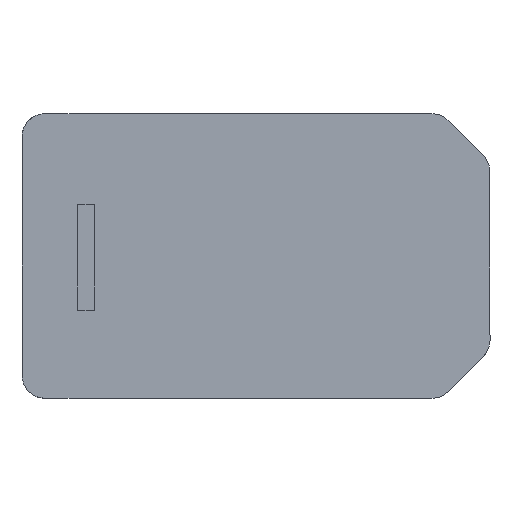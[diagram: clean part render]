
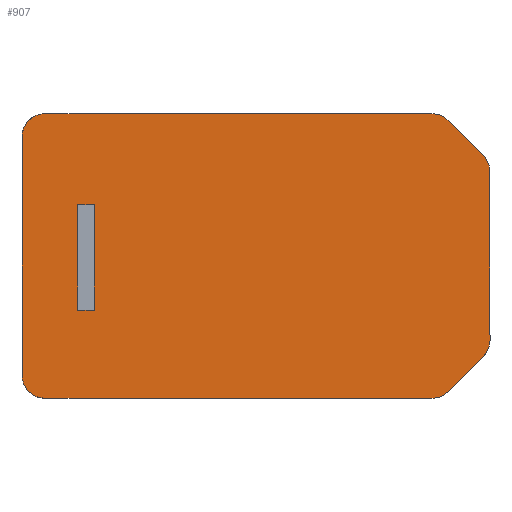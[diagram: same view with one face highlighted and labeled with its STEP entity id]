
A CAD part, top view. The second image highlights one B-rep face of the part: STEP entity #907.
In plain terms, the highlighted planar face has unit normal (0, 0, 1).
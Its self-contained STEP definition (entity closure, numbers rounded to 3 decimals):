
#110=FACE_BOUND('',#198,.T.);
#111=CIRCLE('',#992,2.5);
#112=CIRCLE('',#993,2.5);
#113=CIRCLE('',#994,2.5);
#114=CIRCLE('',#995,2.5);
#115=CIRCLE('',#996,2.5);
#116=CIRCLE('',#997,2.5);
#136=FACE_OUTER_BOUND('',#197,.T.);
#197=EDGE_LOOP('',(#620,#621,#622,#623,#624,#625,#626,#627,#628,#629,#630,
#631));
#198=EDGE_LOOP('',(#632,#633,#634,#635));
#254=LINE('',#1272,#318);
#258=LINE('',#1280,#322);
#263=LINE('',#1290,#327);
#265=LINE('',#1293,#329);
#266=LINE('',#1299,#330);
#267=LINE('',#1303,#331);
#268=LINE('',#1307,#332);
#269=LINE('',#1311,#333);
#270=LINE('',#1315,#334);
#271=LINE('',#1318,#335);
#318=VECTOR('',#1062,10.);
#322=VECTOR('',#1068,10.);
#327=VECTOR('',#1077,10.);
#329=VECTOR('',#1081,10.);
#330=VECTOR('',#1086,10.);
#331=VECTOR('',#1089,10.);
#332=VECTOR('',#1092,10.);
#333=VECTOR('',#1095,10.);
#334=VECTOR('',#1098,10.);
#335=VECTOR('',#1101,10.);
#382=VERTEX_POINT('',#1270);
#383=VERTEX_POINT('',#1271);
#386=VERTEX_POINT('',#1279);
#389=VERTEX_POINT('',#1289);
#390=VERTEX_POINT('',#1295);
#391=VERTEX_POINT('',#1296);
#392=VERTEX_POINT('',#1298);
#393=VERTEX_POINT('',#1300);
#394=VERTEX_POINT('',#1302);
#395=VERTEX_POINT('',#1304);
#396=VERTEX_POINT('',#1306);
#397=VERTEX_POINT('',#1308);
#398=VERTEX_POINT('',#1310);
#399=VERTEX_POINT('',#1312);
#400=VERTEX_POINT('',#1314);
#401=VERTEX_POINT('',#1316);
#462=EDGE_CURVE('',#382,#383,#254,.T.);
#466=EDGE_CURVE('',#383,#386,#258,.T.);
#471=EDGE_CURVE('',#386,#389,#263,.T.);
#473=EDGE_CURVE('',#389,#382,#265,.T.);
#474=EDGE_CURVE('',#390,#391,#111,.T.);
#475=EDGE_CURVE('',#392,#390,#266,.T.);
#476=EDGE_CURVE('',#393,#392,#112,.T.);
#477=EDGE_CURVE('',#394,#393,#267,.T.);
#478=EDGE_CURVE('',#395,#394,#113,.T.);
#479=EDGE_CURVE('',#396,#395,#268,.T.);
#480=EDGE_CURVE('',#397,#396,#114,.T.);
#481=EDGE_CURVE('',#398,#397,#269,.T.);
#482=EDGE_CURVE('',#399,#398,#115,.T.);
#483=EDGE_CURVE('',#400,#399,#270,.T.);
#484=EDGE_CURVE('',#401,#400,#116,.T.);
#485=EDGE_CURVE('',#391,#401,#271,.T.);
#620=ORIENTED_EDGE('',*,*,#474,.F.);
#621=ORIENTED_EDGE('',*,*,#475,.F.);
#622=ORIENTED_EDGE('',*,*,#476,.F.);
#623=ORIENTED_EDGE('',*,*,#477,.F.);
#624=ORIENTED_EDGE('',*,*,#478,.F.);
#625=ORIENTED_EDGE('',*,*,#479,.F.);
#626=ORIENTED_EDGE('',*,*,#480,.F.);
#627=ORIENTED_EDGE('',*,*,#481,.F.);
#628=ORIENTED_EDGE('',*,*,#482,.F.);
#629=ORIENTED_EDGE('',*,*,#483,.F.);
#630=ORIENTED_EDGE('',*,*,#484,.F.);
#631=ORIENTED_EDGE('',*,*,#485,.F.);
#632=ORIENTED_EDGE('',*,*,#462,.T.);
#633=ORIENTED_EDGE('',*,*,#466,.T.);
#634=ORIENTED_EDGE('',*,*,#471,.T.);
#635=ORIENTED_EDGE('',*,*,#473,.T.);
#881=PLANE('',#991);
#907=ADVANCED_FACE('',(#136,#110),#881,.F.);
#991=AXIS2_PLACEMENT_3D('',#1294,#1082,#1083);
#992=AXIS2_PLACEMENT_3D('',#1297,#1084,#1085);
#993=AXIS2_PLACEMENT_3D('',#1301,#1087,#1088);
#994=AXIS2_PLACEMENT_3D('',#1305,#1090,#1091);
#995=AXIS2_PLACEMENT_3D('',#1309,#1093,#1094);
#996=AXIS2_PLACEMENT_3D('',#1313,#1096,#1097);
#997=AXIS2_PLACEMENT_3D('',#1317,#1099,#1100);
#1062=DIRECTION('',(-1.,0.,0.));
#1068=DIRECTION('',(0.,1.,0.));
#1077=DIRECTION('',(1.,0.,0.));
#1081=DIRECTION('',(0.,-1.,0.));
#1082=DIRECTION('center_axis',(0.,0.,
-1.));
#1083=DIRECTION('ref_axis',(-1.,0.,0.));
#1084=DIRECTION('center_axis',(0.,0.,
-1.));
#1085=DIRECTION('ref_axis',(1.,0.,0.));
#1086=DIRECTION('',(0.,-1.,0.));
#1087=DIRECTION('center_axis',(0.,0.,
-1.));
#1088=DIRECTION('ref_axis',(1.,0.,0.));
#1089=DIRECTION('',(0.707,-0.707,0.));
#1090=DIRECTION('center_axis',(0.,0.,
-1.));
#1091=DIRECTION('ref_axis',(1.,0.,0.));
#1092=DIRECTION('',(1.,0.,0.));
#1093=DIRECTION('center_axis',(0.,0.,
-1.));
#1094=DIRECTION('ref_axis',(1.,0.,0.));
#1095=DIRECTION('',(0.,1.,0.));
#1096=DIRECTION('center_axis',(0.,0.,
-1.));
#1097=DIRECTION('ref_axis',(1.,0.,0.));
#1098=DIRECTION('',(-1.,0.,0.));
#1099=DIRECTION('center_axis',(0.,0.,
-1.));
#1100=DIRECTION('ref_axis',(1.,0.,0.));
#1101=DIRECTION('',(-0.707,-0.707,0.));
#1270=CARTESIAN_POINT('',(-16.86,-5.9,0.8));
#1271=CARTESIAN_POINT('',(-18.609,-5.9,0.8));
#1272=CARTESIAN_POINT('',(-9.205,-5.9,0.8));
#1279=CARTESIAN_POINT('',(-18.609,5.6,0.8));
#1280=CARTESIAN_POINT('',(-18.609,2.7,0.8));
#1289=CARTESIAN_POINT('',(-16.86,5.6,0.8));
#1290=CARTESIAN_POINT('',(-8.331,5.6,0.8));
#1293=CARTESIAN_POINT('',(-16.86,-3.05,0.8));
#1294=CARTESIAN_POINT('Origin',(0.198,-0.2,0.8));
#1295=CARTESIAN_POINT('',(26.291,-9.172,0.8));
#1296=CARTESIAN_POINT('',(25.559,-10.939,0.8));
#1297=CARTESIAN_POINT('Origin',(23.791,-9.172,0.8));
#1298=CARTESIAN_POINT('',(26.291,9.172,0.8));
#1299=CARTESIAN_POINT('',(26.291,-4.586,0.8));
#1300=CARTESIAN_POINT('',(25.559,10.939,0.8));
#1301=CARTESIAN_POINT('Origin',(23.791,9.172,0.8));
#1302=CARTESIAN_POINT('',(21.731,14.768,0.8));
#1303=CARTESIAN_POINT('',(22.102,14.396,0.8));
#1304=CARTESIAN_POINT('',(19.963,15.5,0.8));
#1305=CARTESIAN_POINT('Origin',(19.963,13.,0.8));
#1306=CARTESIAN_POINT('',(-22.209,15.5,0.8));
#1307=CARTESIAN_POINT('',(10.377,15.5,0.8));
#1308=CARTESIAN_POINT('',(-24.709,13.,0.8));
#1309=CARTESIAN_POINT('Origin',(-22.209,13.,0.8));
#1310=CARTESIAN_POINT('',(-24.709,-13.,0.8));
#1311=CARTESIAN_POINT('',(-24.709,6.5,0.8));
#1312=CARTESIAN_POINT('',(-22.209,-15.5,0.8));
#1313=CARTESIAN_POINT('Origin',(-22.209,-13.,0.8));
#1314=CARTESIAN_POINT('',(19.963,-15.5,0.8));
#1315=CARTESIAN_POINT('',(-10.709,-15.5,0.8));
#1316=CARTESIAN_POINT('',(21.731,-14.768,0.8));
#1317=CARTESIAN_POINT('Origin',(19.963,-13.,0.8));
#1318=CARTESIAN_POINT('',(20.188,-16.311,0.8));
